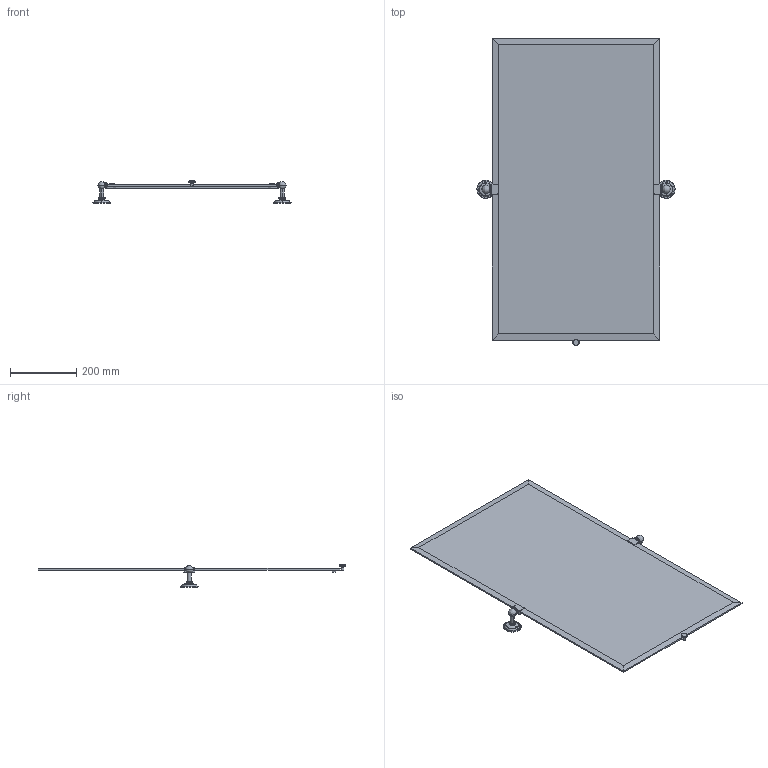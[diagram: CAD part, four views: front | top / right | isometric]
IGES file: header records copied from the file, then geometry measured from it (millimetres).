
Start section:  PTC IGES file: 2642.igs
Global section: file name: 2642.igs; native system: Creo Parametric by PTC Inc.; preprocessor: 2018400; author: jinson.thomas; organization: Unknown; date: 20210622.101736; units: inch
Bounding box: 600.1 x 930.86 x 66.75 mm (x, y, z)
Volume: 2827316.8 mm3; surface area: 978169.6 mm2
Topology: 1 solids, 11 shells, 1612 faces, 3163 edges, 1769 vertices
Faces by surface type: bspline 1158, revolution 454
